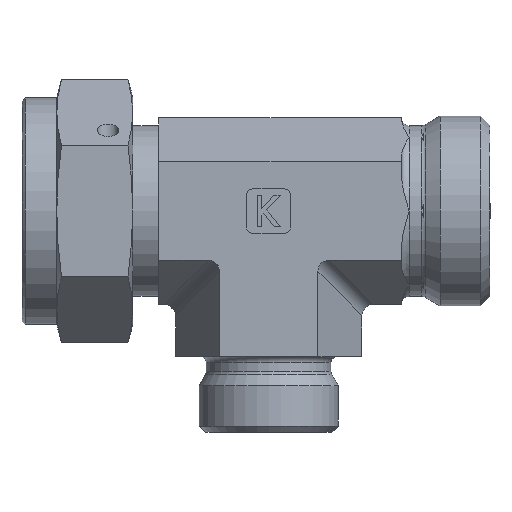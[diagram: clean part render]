
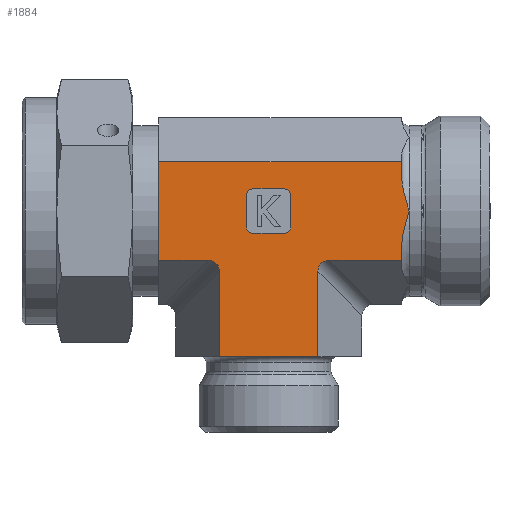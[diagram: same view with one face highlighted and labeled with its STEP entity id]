
A CAD part, left-side view. The second image highlights one B-rep face of the part: STEP entity #1884.
In plain terms, the highlighted planar face has unit normal (-1, 0, 0).
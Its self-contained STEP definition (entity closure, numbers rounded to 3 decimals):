
#1186=CARTESIAN_POINT('',(-31.685,26.944,24.5));
#1187=VERTEX_POINT('',#1186);
#1536=CARTESIAN_POINT('',(-31.685,26.944,32.294));
#1537=VERTEX_POINT('',#1536);
#1545=CARTESIAN_POINT('',(-31.685,26.944,32.294));
#1546=DIRECTION('',(0.0,0.0,-1.0));
#1547=VECTOR('',#1546,7.794);
#1548=LINE('',#1545,#1547);
#1549=EDGE_CURVE('',#1537,#1187,#1548,.T.);
#1559=CARTESIAN_POINT('',(-31.685,26.944,16.706));
#1560=VERTEX_POINT('',#1559);
#1561=CARTESIAN_POINT('',(-31.685,26.944,24.5));
#1562=DIRECTION('',(0.0,0.0,-1.0));
#1563=VECTOR('',#1562,7.794);
#1564=LINE('',#1561,#1563);
#1565=EDGE_CURVE('',#1187,#1560,#1564,.T.);
#1666=CARTESIAN_POINT('',(-31.685,-11.456,32.294));
#1667=VERTEX_POINT('',#1666);
#1668=CARTESIAN_POINT('',(-31.685,26.944,32.294));
#1669=DIRECTION('',(0.0,-1.0,0.0));
#1670=VECTOR('',#1669,38.4);
#1671=LINE('',#1668,#1670);
#1672=EDGE_CURVE('',#1537,#1667,#1671,.T.);
#1710=CARTESIAN_POINT('',(-31.685,1.75,0.0));
#1711=DIRECTION('',(-1.0,0.0,0.0));
#1712=DIRECTION('',(0.0,0.0,1.0));
#1713=AXIS2_PLACEMENT_3D('',#1710,#1711,#1712);
#1714=PLANE('',#1713);
#1715=ORIENTED_EDGE('',*,*,#1549,.T.);
#1716=ORIENTED_EDGE('',*,*,#1565,.T.);
#1717=CARTESIAN_POINT('',(-31.685,19.07,16.706));
#1718=VERTEX_POINT('',#1717);
#1719=CARTESIAN_POINT('',(-31.685,19.07,16.706));
#1720=DIRECTION('',(0.0,1.0,0.0));
#1721=VECTOR('',#1720,7.874);
#1722=LINE('',#1719,#1721);
#1723=EDGE_CURVE('',#1718,#1560,#1722,.T.);
#1724=ORIENTED_EDGE('',*,*,#1723,.F.);
#1725=CARTESIAN_POINT('',(-31.685,17.338,14.974));
#1726=VERTEX_POINT('',#1725);
#1727=CARTESIAN_POINT('',(-31.685,19.648,14.396));
#1728=DIRECTION('',(-1.0,0.,0.));
#1729=DIRECTION('',(0.,-0.707,0.707));
#1730=AXIS2_PLACEMENT_3D('',#1727,#1728,#1729);
#1731=ELLIPSE('',#1730,2.582,2.0);
#1732=EDGE_CURVE('',#1726,#1718,#1731,.T.);
#1733=ORIENTED_EDGE('',*,*,#1732,.F.);
#1734=CARTESIAN_POINT('',(-31.685,17.338,1.5));
#1735=VERTEX_POINT('',#1734);
#1736=CARTESIAN_POINT('',(-31.685,17.338,1.5));
#1737=DIRECTION('',(0.0,0.0,1.0));
#1738=VECTOR('',#1737,13.474);
#1739=LINE('',#1736,#1738);
#1740=EDGE_CURVE('',#1735,#1726,#1739,.T.);
#1741=ORIENTED_EDGE('',*,*,#1740,.F.);
#1742=CARTESIAN_POINT('',(-31.685,1.75,1.5));
#1743=VERTEX_POINT('',#1742);
#1744=CARTESIAN_POINT('',(-31.685,17.338,1.5));
#1745=DIRECTION('',(0.0,-1.0,0.0));
#1746=VECTOR('',#1745,15.588);
#1747=LINE('',#1744,#1746);
#1748=EDGE_CURVE('',#1735,#1743,#1747,.T.);
#1749=ORIENTED_EDGE('',*,*,#1748,.T.);
#1750=CARTESIAN_POINT('',(-31.685,1.75,14.974));
#1751=VERTEX_POINT('',#1750);
#1752=CARTESIAN_POINT('',(-31.685,1.75,1.5));
#1753=DIRECTION('',(0.0,0.0,1.0));
#1754=VECTOR('',#1753,13.474);
#1755=LINE('',#1752,#1754);
#1756=EDGE_CURVE('',#1743,#1751,#1755,.T.);
#1757=ORIENTED_EDGE('',*,*,#1756,.T.);
#1758=CARTESIAN_POINT('',(-31.685,0.018,16.706));
#1759=VERTEX_POINT('',#1758);
#1760=CARTESIAN_POINT('',(-31.685,-0.56,14.396));
#1761=DIRECTION('',(-1.0,0.,0.));
#1762=DIRECTION('',(0.,0.707,0.707));
#1763=AXIS2_PLACEMENT_3D('',#1760,#1761,#1762);
#1764=ELLIPSE('',#1763,2.582,2.0);
#1765=EDGE_CURVE('',#1759,#1751,#1764,.T.);
#1766=ORIENTED_EDGE('',*,*,#1765,.F.);
#1767=CARTESIAN_POINT('',(-31.685,-11.456,16.706));
#1768=VERTEX_POINT('',#1767);
#1769=CARTESIAN_POINT('',(-31.685,0.018,16.706));
#1770=DIRECTION('',(0.0,-1.0,0.0));
#1771=VECTOR('',#1770,11.474);
#1772=LINE('',#1769,#1771);
#1773=EDGE_CURVE('',#1759,#1768,#1772,.T.);
#1774=ORIENTED_EDGE('',*,*,#1773,.T.);
#1775=CARTESIAN_POINT('',(-31.685,-11.456,18.683));
#1776=VERTEX_POINT('',#1775);
#1777=CARTESIAN_POINT('',(-31.685,-11.456,16.706));
#1778=DIRECTION('',(0.0,0.0,1.0));
#1779=VECTOR('',#1778,1.977);
#1780=LINE('',#1777,#1779);
#1781=EDGE_CURVE('',#1768,#1776,#1780,.T.);
#1782=ORIENTED_EDGE('',*,*,#1781,.T.);
#1783=CARTESIAN_POINT('',(-31.685,-12.656,24.5));
#1784=VERTEX_POINT('',#1783);
#1785=CARTESIAN_POINT('',(-31.685,-11.456,18.683));
#1786=CARTESIAN_POINT('',(-31.685,-11.456,19.542));
#1787=CARTESIAN_POINT('',(-31.685,-11.62,20.561));
#1788=CARTESIAN_POINT('',(-31.685,-12.027,22.38));
#1789=CARTESIAN_POINT('',(-31.685,-12.369,23.537));
#1790=CARTESIAN_POINT('',(-31.685,-12.656,24.5));
#1791=B_SPLINE_CURVE_WITH_KNOTS('',3,(#1785,#1786,#1787,#1788,#1789,#1790),.UNSPECIFIED.,.F.,.U.,(4,2,4),(1.145,1.402,1.704),.UNSPECIFIED.);
#1792=EDGE_CURVE('',#1776,#1784,#1791,.T.);
#1793=ORIENTED_EDGE('',*,*,#1792,.T.);
#1794=CARTESIAN_POINT('',(-31.685,-11.456,30.317));
#1795=VERTEX_POINT('',#1794);
#1796=CARTESIAN_POINT('',(-31.685,-12.656,24.5));
#1797=CARTESIAN_POINT('',(-31.685,-12.369,25.463));
#1798=CARTESIAN_POINT('',(-31.685,-12.027,26.62));
#1799=CARTESIAN_POINT('',(-31.685,-11.62,28.439));
#1800=CARTESIAN_POINT('',(-31.685,-11.456,29.458));
#1801=CARTESIAN_POINT('',(-31.685,-11.456,30.317));
#1802=B_SPLINE_CURVE_WITH_KNOTS('',3,(#1796,#1797,#1798,#1799,#1800,#1801),.UNSPECIFIED.,.F.,.U.,(4,2,4),(0.0,0.302,0.559),.UNSPECIFIED.);
#1803=EDGE_CURVE('',#1784,#1795,#1802,.T.);
#1804=ORIENTED_EDGE('',*,*,#1803,.T.);
#1805=CARTESIAN_POINT('',(-31.685,-11.456,30.317));
#1806=DIRECTION('',(0.0,0.0,1.0));
#1807=VECTOR('',#1806,1.977);
#1808=LINE('',#1805,#1807);
#1809=EDGE_CURVE('',#1795,#1667,#1808,.T.);
#1810=ORIENTED_EDGE('',*,*,#1809,.T.);
#1811=ORIENTED_EDGE('',*,*,#1672,.F.);
#1812=EDGE_LOOP('',(#1715,#1716,#1724,#1733,#1741,#1749,#1757,#1766,#1774,#1782,#1793,#1804,#1810,#1811));
#1813=FACE_OUTER_BOUND('',#1812,.T.);
#1814=CARTESIAN_POINT('',(-31.685,7.044,21.));
#1815=VERTEX_POINT('',#1814);
#1816=CARTESIAN_POINT('',(-31.685,12.044,21.));
#1817=VERTEX_POINT('',#1816);
#1818=CARTESIAN_POINT('',(-31.685,7.044,21.));
#1819=DIRECTION('',(0.0,1.0,0.0));
#1820=VECTOR('',#1819,5.);
#1821=LINE('',#1818,#1820);
#1822=EDGE_CURVE('',#1815,#1817,#1821,.T.);
#1823=ORIENTED_EDGE('',*,*,#1822,.T.);
#1824=CARTESIAN_POINT('',(-31.685,13.044,22.));
#1825=VERTEX_POINT('',#1824);
#1826=CARTESIAN_POINT('',(-31.685,12.044,22.));
#1827=DIRECTION('',(-1.0,0.0,0.0));
#1828=DIRECTION('',(0.0,0.707,-0.707));
#1829=AXIS2_PLACEMENT_3D('',#1826,#1827,#1828);
#1830=CIRCLE('',#1829,1.0);
#1831=EDGE_CURVE('',#1825,#1817,#1830,.T.);
#1832=ORIENTED_EDGE('',*,*,#1831,.F.);
#1833=CARTESIAN_POINT('',(-31.685,13.044,27.));
#1834=VERTEX_POINT('',#1833);
#1835=CARTESIAN_POINT('',(-31.685,13.044,22.));
#1836=DIRECTION('',(0.0,0.0,1.0));
#1837=VECTOR('',#1836,5.);
#1838=LINE('',#1835,#1837);
#1839=EDGE_CURVE('',#1825,#1834,#1838,.T.);
#1840=ORIENTED_EDGE('',*,*,#1839,.T.);
#1841=CARTESIAN_POINT('',(-31.685,12.044,28.));
#1842=VERTEX_POINT('',#1841);
#1843=CARTESIAN_POINT('',(-31.685,12.044,27.));
#1844=DIRECTION('',(-1.0,0.0,0.0));
#1845=DIRECTION('',(0.0,0.707,0.707));
#1846=AXIS2_PLACEMENT_3D('',#1843,#1844,#1845);
#1847=CIRCLE('',#1846,1.0);
#1848=EDGE_CURVE('',#1842,#1834,#1847,.T.);
#1849=ORIENTED_EDGE('',*,*,#1848,.F.);
#1850=CARTESIAN_POINT('',(-31.685,7.044,28.));
#1851=VERTEX_POINT('',#1850);
#1852=CARTESIAN_POINT('',(-31.685,12.044,28.));
#1853=DIRECTION('',(0.0,-1.0,0.0));
#1854=VECTOR('',#1853,5.);
#1855=LINE('',#1852,#1854);
#1856=EDGE_CURVE('',#1842,#1851,#1855,.T.);
#1857=ORIENTED_EDGE('',*,*,#1856,.T.);
#1858=CARTESIAN_POINT('',(-31.685,6.044,27.));
#1859=VERTEX_POINT('',#1858);
#1860=CARTESIAN_POINT('',(-31.685,7.044,27.));
#1861=DIRECTION('',(-1.0,0.0,0.0));
#1862=DIRECTION('',(0.0,-0.707,0.707));
#1863=AXIS2_PLACEMENT_3D('',#1860,#1861,#1862);
#1864=CIRCLE('',#1863,1.0);
#1865=EDGE_CURVE('',#1859,#1851,#1864,.T.);
#1866=ORIENTED_EDGE('',*,*,#1865,.F.);
#1867=CARTESIAN_POINT('',(-31.685,6.044,22.));
#1868=VERTEX_POINT('',#1867);
#1869=CARTESIAN_POINT('',(-31.685,6.044,27.));
#1870=DIRECTION('',(0.0,0.0,-1.0));
#1871=VECTOR('',#1870,5.0);
#1872=LINE('',#1869,#1871);
#1873=EDGE_CURVE('',#1859,#1868,#1872,.T.);
#1874=ORIENTED_EDGE('',*,*,#1873,.T.);
#1875=CARTESIAN_POINT('',(-31.685,7.044,22.));
#1876=DIRECTION('',(-1.0,0.0,0.0));
#1877=DIRECTION('',(0.0,-0.707,-0.707));
#1878=AXIS2_PLACEMENT_3D('',#1875,#1876,#1877);
#1879=CIRCLE('',#1878,1.0);
#1880=EDGE_CURVE('',#1815,#1868,#1879,.T.);
#1881=ORIENTED_EDGE('',*,*,#1880,.F.);
#1882=EDGE_LOOP('',(#1823,#1832,#1840,#1849,#1857,#1866,#1874,#1881));
#1883=FACE_BOUND('',#1882,.T.);
#1884=ADVANCED_FACE('',(#1813,#1883),#1714,.T.);
